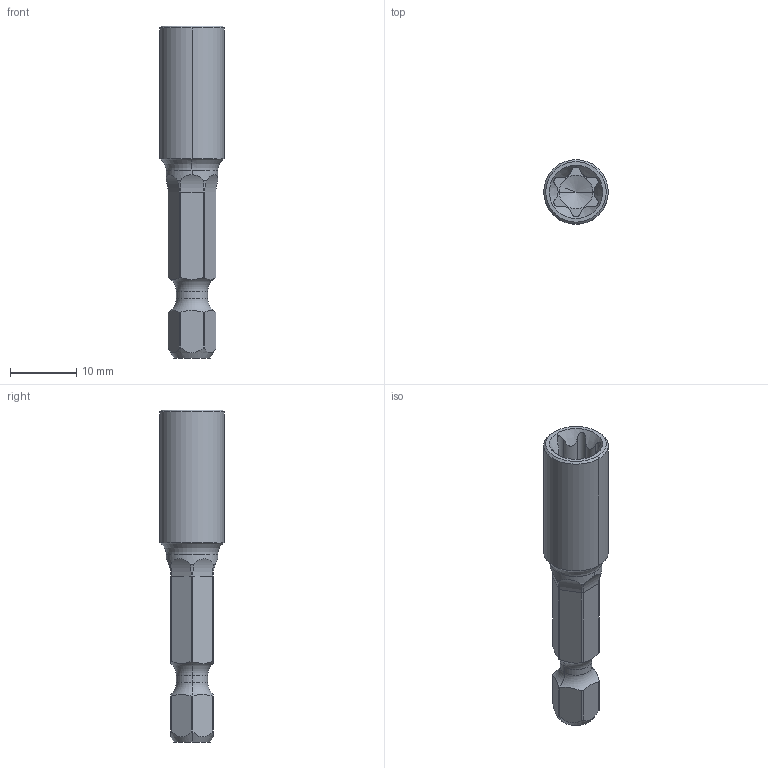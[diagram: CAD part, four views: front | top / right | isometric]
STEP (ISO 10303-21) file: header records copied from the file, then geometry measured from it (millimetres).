
FILE_DESCRIPTION((''),'2;1');
FILE_NAME('4027107008','2024-01-02T12:23:04',('a00565553'),(''),'CREO PARAMETRIC BY PTC INC, 2022414','CREO PARAMETRIC BY PTC INC, 2022414','');
FILE_SCHEMA(('CONFIG_CONTROL_DESIGN','GEOMETRIC_VALIDATION_PROPERTIES_MIM'));
Length unit declared in the file: millimetre
Products named in the file (1): 4027107008
Bounding box: 9.7 x 9.7 x 50 mm (x, y, z)
Volume: 2109 mm3; surface area: 1641.5 mm2
Topology: 1 solids, 1 shells, 73 faces, 186 edges, 115 vertices
Faces by surface type: cylinder 38, plane 15, torus 12, cone 8
Entity records: 2662 total; most frequent: CARTESIAN_POINT 836, ORIENTED_EDGE 368, DIRECTION 352, EDGE_CURVE 184, AXIS2_PLACEMENT_3D 147, VERTEX_POINT 115, EDGE_LOOP 75, CIRCLE 74
